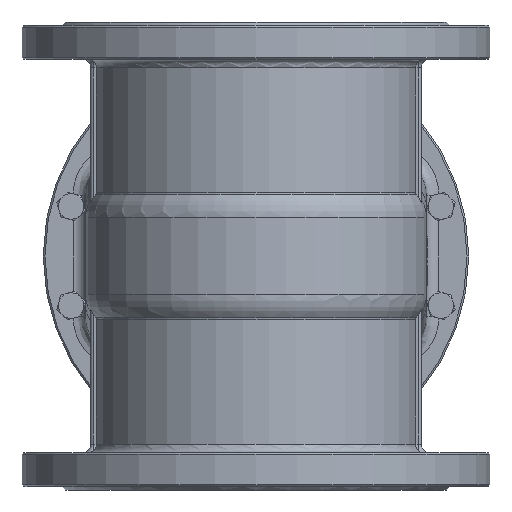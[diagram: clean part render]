
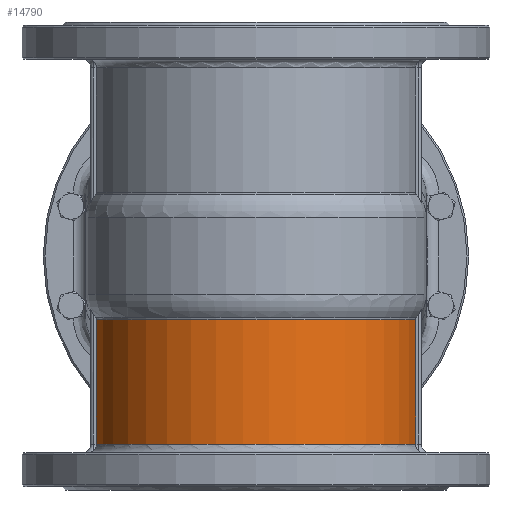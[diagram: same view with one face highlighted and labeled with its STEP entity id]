
A CAD part, front view. The second image highlights one B-rep face of the part: STEP entity #14790.
In plain terms, the highlighted cylindrical face has radius 190 mm (diameter 380 mm), a partial arc.
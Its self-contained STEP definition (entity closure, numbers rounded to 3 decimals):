
#1017=LINE('',#22086,#1853);
#1018=LINE('',#22089,#1854);
#1853=VECTOR('',#17691,10.);
#1854=VECTOR('',#17694,10.);
#2684=CYLINDRICAL_SURFACE('',#15888,190.);
#2953=FACE_OUTER_BOUND('',#3807,.T.);
#3807=EDGE_LOOP('',(#9608,#9609,#9610,#9611));
#4756=CIRCLE('',#15835,190.);
#4795=CIRCLE('',#15889,190.);
#5929=VERTEX_POINT('',#21873);
#5931=VERTEX_POINT('',#21883);
#5982=VERTEX_POINT('',#22085);
#5983=VERTEX_POINT('',#22087);
#7310=EDGE_CURVE('',#5929,#5931,#4756,.T.);
#7374=EDGE_CURVE('',#5929,#5982,#1017,.T.);
#7375=EDGE_CURVE('',#5983,#5982,#4795,.T.);
#7376=EDGE_CURVE('',#5931,#5983,#1018,.T.);
#9608=ORIENTED_EDGE('',*,*,#7310,.F.);
#9609=ORIENTED_EDGE('',*,*,#7374,.T.);
#9610=ORIENTED_EDGE('',*,*,#7375,.F.);
#9611=ORIENTED_EDGE('',*,*,#7376,.F.);
#14790=ADVANCED_FACE('',(#2953),#2684,.T.);
#15835=AXIS2_PLACEMENT_3D('',#21884,#17572,#17573);
#15888=AXIS2_PLACEMENT_3D('',#22084,#17689,#17690);
#15889=AXIS2_PLACEMENT_3D('',#22088,#17692,#17693);
#17572=DIRECTION('center_axis',(0.,0.,-1.));
#17573=DIRECTION('ref_axis',(0.,-1.,0.));
#17689=DIRECTION('center_axis',(0.,0.,1.));
#17690=DIRECTION('ref_axis',(1.,0.,0.));
#17691=DIRECTION('',(0.,0.,1.));
#17692=DIRECTION('center_axis',(0.,0.,1.));
#17693=DIRECTION('ref_axis',(0.,-1.,0.));
#17694=DIRECTION('',(0.,0.,1.));
#21873=CARTESIAN_POINT('',(187.617,-30.,54.));
#21883=CARTESIAN_POINT('',(-187.617,-30.,54.));
#21884=CARTESIAN_POINT('Origin',(0.,0.,54.));
#22084=CARTESIAN_POINT('Origin',(0.,0.,34.));
#22085=CARTESIAN_POINT('',(187.617,-30.,200.));
#22086=CARTESIAN_POINT('',(187.617,-30.,34.));
#22087=CARTESIAN_POINT('',(-187.617,-30.,200.));
#22088=CARTESIAN_POINT('Origin',(0.,0.,200.));
#22089=CARTESIAN_POINT('',(-187.617,-30.,34.));
